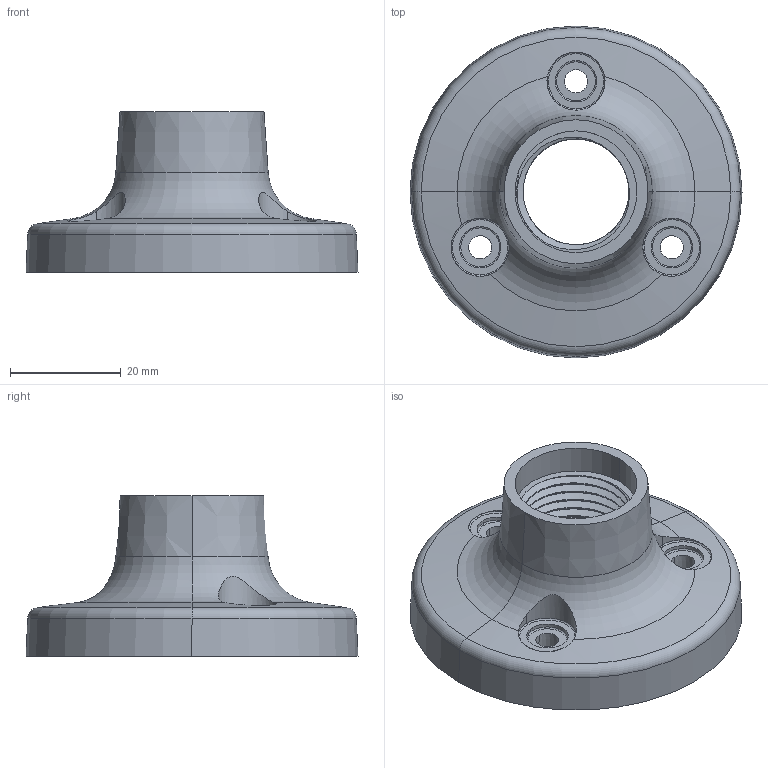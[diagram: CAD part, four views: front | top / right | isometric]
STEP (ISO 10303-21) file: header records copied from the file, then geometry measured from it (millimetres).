
FILE_DESCRIPTION((''),'2;1');
FILE_NAME('208601_ASM','2018-09-26T',('pdmadmin'),('BANNER ENGINEERING'),'CREO PARAMETRIC BY PTC INC, 2016260','CREO PARAMETRIC BY PTC INC, 2016260','');
FILE_SCHEMA(('CONFIG_CONTROL_DESIGN'));
Length unit declared in the file: millimetre
Products named in the file (2): 206368; 208601_ASM
Assembly tree (1 placements, depth 2):
  208601_ASM
    206368
Bounding box: 60 x 60 x 29 mm (x, y, z)
Volume: 14055.8 mm3; surface area: 15079.9 mm2
Topology: 1 solids, 1 shells, 340 faces, 822 edges, 494 vertices
Faces by surface type: bspline 171, cylinder 48, torus 46, cone 42, plane 27, sphere 6
Entity records: 22339 total; most frequent: CARTESIAN_POINT 15741, ORIENTED_EDGE 1644, DIRECTION 982, EDGE_CURVE 822, VERTEX_POINT 494, B_SPLINE_CURVE_WITH_KNOTS 463, AXIS2_PLACEMENT_3D 451, EDGE_LOOP 358
